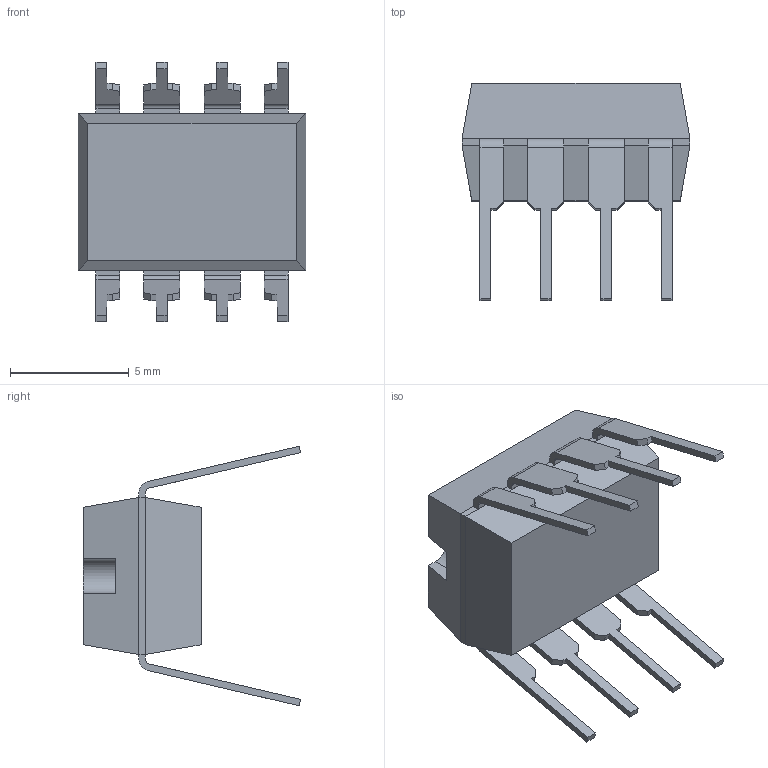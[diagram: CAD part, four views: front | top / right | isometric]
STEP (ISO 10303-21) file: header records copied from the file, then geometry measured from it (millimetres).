
FILE_DESCRIPTION (( 'STEP AP214' ), '1' );
FILE_NAME ('LM358AN.STEP', '2020-07-04T01:03:04', ( '' ), ( '' ), 'SwSTEP 2.0', 'SolidWorks 2017', '' );
FILE_SCHEMA (( 'AUTOMOTIVE_DESIGN' ));
Length unit declared in the file: inch
Products named in the file (1): LM358AN
Bounding box: 9.59 x 9.14 x 10.92 mm (x, y, z)
Volume: 294.4 mm3; surface area: 391.9 mm2
Topology: 10 solids, 10 shells, 141 faces, 352 edges, 232 vertices
Faces by surface type: plane 120, cylinder 21
Entity records: 4283 total; most frequent: CARTESIAN_POINT 726, ORIENTED_EDGE 704, DIRECTION 678, EDGE_CURVE 352, LINE 310, VECTOR 310, VERTEX_POINT 232, AXIS2_PLACEMENT_3D 184
